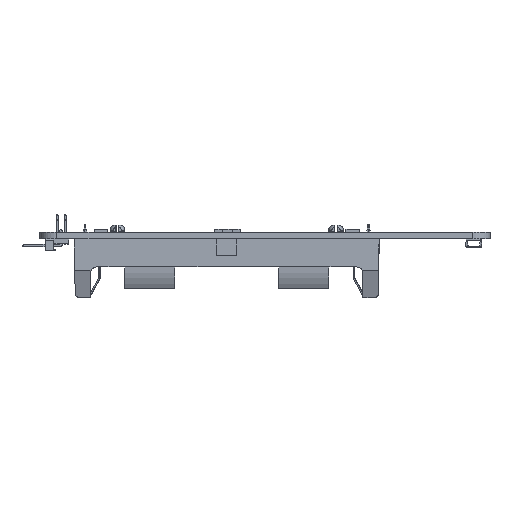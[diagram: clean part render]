
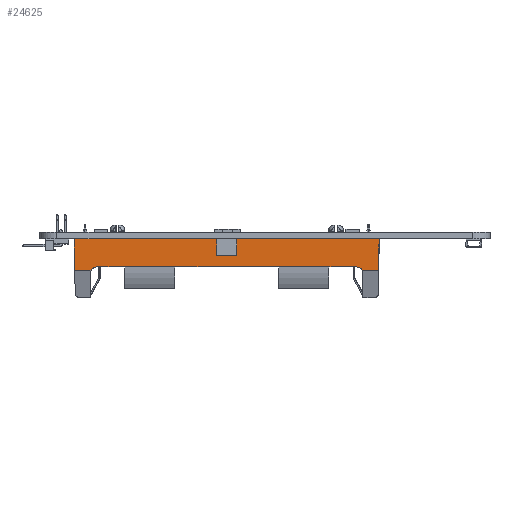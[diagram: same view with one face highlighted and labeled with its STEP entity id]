
A CAD part, front view. The second image highlights one B-rep face of the part: STEP entity #24625.
In plain terms, the highlighted face is planar.
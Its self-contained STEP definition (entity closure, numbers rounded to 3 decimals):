
#21427 = VERTEX_POINT('',#21428);
#21428 = CARTESIAN_POINT('',(18.679,-5.958,
    -5.256));
#21434 = EDGE_CURVE('',#21427,#21435,#21437,.T.);
#21435 = VERTEX_POINT('',#21436);
#21436 = CARTESIAN_POINT('',(18.679,-5.958,
    -0.176));
#21437 = LINE('',#21438,#21439);
#21438 = CARTESIAN_POINT('',(18.679,-5.958,
    -5.256));
#21439 = VECTOR('',#21440,1.);
#21440 = DIRECTION('',(0.,0.,1.));
#21467 = VERTEX_POINT('',#21468);
#21468 = CARTESIAN_POINT('',(18.679,-10.149,
    -5.256));
#21474 = EDGE_CURVE('',#21427,#21467,#21475,.T.);
#21475 = LINE('',#21476,#21477);
#21476 = CARTESIAN_POINT('',(18.679,-5.958,
    -5.256));
#21477 = VECTOR('',#21478,1.);
#21478 = DIRECTION('',(0.,-1.,0.));
#21520 = VERTEX_POINT('',#21521);
#21521 = CARTESIAN_POINT('',(18.679,-10.149,
    -0.176));
#21529 = EDGE_CURVE('',#21435,#21520,#21530,.T.);
#21530 = LINE('',#21531,#21532);
#21531 = CARTESIAN_POINT('',(18.679,-5.958,
    -0.176));
#21532 = VECTOR('',#21533,1.);
#21533 = DIRECTION('',(0.,-1.,0.));
#22118 = VERTEX_POINT('',#22119);
#22119 = CARTESIAN_POINT('',(18.679,-3.037,
    -28.522));
#22127 = EDGE_CURVE('',#22118,#22128,#22130,.T.);
#22128 = VERTEX_POINT('',#22129);
#22129 = CARTESIAN_POINT('',(18.679,-3.037,
    -35.583));
#22130 = LINE('',#22131,#22132);
#22131 = CARTESIAN_POINT('',(18.679,-3.037,
    31.727));
#22132 = VECTOR('',#22133,1.);
#22133 = DIRECTION('',(0.,0.,-1.));
#22224 = VERTEX_POINT('',#22225);
#22225 = CARTESIAN_POINT('',(18.679,-3.037,
    -15.822));
#22232 = EDGE_CURVE('',#22224,#22118,#22233,.T.);
#22233 = LINE('',#22234,#22235);
#22234 = CARTESIAN_POINT('',(18.679,-3.037,
    -15.822));
#22235 = VECTOR('',#22236,1.);
#22236 = DIRECTION('',(0.,0.,-1.));
#22271 = EDGE_CURVE('',#22272,#22224,#22274,.T.);
#22272 = VERTEX_POINT('',#22273);
#22273 = CARTESIAN_POINT('',(18.679,-3.037,
    10.441));
#22274 = LINE('',#22275,#22276);
#22275 = CARTESIAN_POINT('',(18.679,-3.037,
    31.727));
#22276 = VECTOR('',#22277,1.);
#22277 = DIRECTION('',(0.,0.,-1.));
#22327 = VERTEX_POINT('',#22328);
#22328 = CARTESIAN_POINT('',(18.679,-3.037,
    23.141));
#22335 = EDGE_CURVE('',#22272,#22327,#22336,.T.);
#22336 = LINE('',#22337,#22338);
#22337 = CARTESIAN_POINT('',(18.679,-3.037,
    10.441));
#22338 = VECTOR('',#22339,1.);
#22339 = DIRECTION('',(0.,0.,1.));
#22376 = EDGE_CURVE('',#22377,#22327,#22379,.T.);
#22377 = VERTEX_POINT('',#22378);
#22378 = CARTESIAN_POINT('',(18.679,-3.037,
    30.152));
#22379 = LINE('',#22380,#22381);
#22380 = CARTESIAN_POINT('',(18.679,-3.037,
    31.727));
#22381 = VECTOR('',#22382,1.);
#22382 = DIRECTION('',(0.,0.,-1.));
#22408 = VERTEX_POINT('',#22409);
#22409 = CARTESIAN_POINT('',(18.679,-2.148,
    31.569));
#22444 = EDGE_CURVE('',#22377,#22408,#22445,.T.);
#22445 = CIRCLE('',#22446,1.575);
#22446 = AXIS2_PLACEMENT_3D('',#22447,#22448,#22449);
#22447 = CARTESIAN_POINT('',(18.679,-1.463,
    30.152));
#22448 = DIRECTION('',(-1.,0.,0.));
#22449 = DIRECTION('',(0.,0.,1.));
#22511 = VERTEX_POINT('',#22512);
#22512 = CARTESIAN_POINT('',(18.679,-2.148,
    35.672));
#22518 = EDGE_CURVE('',#22511,#22408,#22519,.T.);
#22519 = LINE('',#22520,#22521);
#22520 = CARTESIAN_POINT('',(18.679,-2.148,
    35.841));
#22521 = VECTOR('',#22522,1.);
#22522 = DIRECTION('',(0.,0.,-1.));
#22550 = VERTEX_POINT('',#22551);
#22551 = CARTESIAN_POINT('',(18.679,-10.149,
    35.811));
#22557 = EDGE_CURVE('',#22511,#22550,#22558,.T.);
#22558 = LINE('',#22559,#22560);
#22559 = CARTESIAN_POINT('',(18.679,-11.877,
    35.841));
#22560 = VECTOR('',#22561,1.);
#22561 = DIRECTION('',(0.,-1.,0.017));
#24602 = EDGE_CURVE('',#24603,#22128,#24605,.T.);
#24603 = VERTEX_POINT('',#24604);
#24604 = CARTESIAN_POINT('',(18.679,-2.148,
    -37.001));
#24605 = CIRCLE('',#24606,1.575);
#24606 = AXIS2_PLACEMENT_3D('',#24607,#24608,#24609);
#24607 = CARTESIAN_POINT('',(18.679,-1.463,
    -35.583));
#24608 = DIRECTION('',(-1.,0.,0.));
#24609 = DIRECTION('',(0.,0.,1.));
#24625 = ADVANCED_FACE('',(#24626),#24668,.F.);
#24626 = FACE_BOUND('',#24627,.T.);
#24627 = EDGE_LOOP('',(#24628,#24636,#24644,#24650,#24651,#24652,#24653,
    #24654,#24655,#24656,#24657,#24658,#24659,#24665,#24666,#24667));
#24628 = ORIENTED_EDGE('',*,*,#24629,.T.);
#24629 = EDGE_CURVE('',#21467,#24630,#24632,.T.);
#24630 = VERTEX_POINT('',#24631);
#24631 = CARTESIAN_POINT('',(18.679,-10.149,
    -41.243));
#24632 = LINE('',#24633,#24634);
#24633 = CARTESIAN_POINT('',(18.679,-10.149,
    35.841));
#24634 = VECTOR('',#24635,1.);
#24635 = DIRECTION('',(0.,0.,-1.));
#24636 = ORIENTED_EDGE('',*,*,#24637,.T.);
#24637 = EDGE_CURVE('',#24630,#24638,#24640,.T.);
#24638 = VERTEX_POINT('',#24639);
#24639 = CARTESIAN_POINT('',(18.679,-2.148,
    -41.103));
#24640 = LINE('',#24641,#24642);
#24641 = CARTESIAN_POINT('',(18.679,4.71,
    -40.983));
#24642 = VECTOR('',#24643,1.);
#24643 = DIRECTION('',(0.,1.,0.017));
#24644 = ORIENTED_EDGE('',*,*,#24645,.T.);
#24645 = EDGE_CURVE('',#24638,#24603,#24646,.T.);
#24646 = LINE('',#24647,#24648);
#24647 = CARTESIAN_POINT('',(18.679,-2.148,
    -41.273));
#24648 = VECTOR('',#24649,1.);
#24649 = DIRECTION('',(0.,0.,1.));
#24650 = ORIENTED_EDGE('',*,*,#24602,.T.);
#24651 = ORIENTED_EDGE('',*,*,#22127,.F.);
#24652 = ORIENTED_EDGE('',*,*,#22232,.F.);
#24653 = ORIENTED_EDGE('',*,*,#22271,.F.);
#24654 = ORIENTED_EDGE('',*,*,#22335,.T.);
#24655 = ORIENTED_EDGE('',*,*,#22376,.F.);
#24656 = ORIENTED_EDGE('',*,*,#22444,.T.);
#24657 = ORIENTED_EDGE('',*,*,#22518,.F.);
#24658 = ORIENTED_EDGE('',*,*,#22557,.T.);
#24659 = ORIENTED_EDGE('',*,*,#24660,.T.);
#24660 = EDGE_CURVE('',#22550,#21520,#24661,.T.);
#24661 = LINE('',#24662,#24663);
#24662 = CARTESIAN_POINT('',(18.679,-10.149,
    35.841));
#24663 = VECTOR('',#24664,1.);
#24664 = DIRECTION('',(0.,0.,-1.));
#24665 = ORIENTED_EDGE('',*,*,#21529,.F.);
#24666 = ORIENTED_EDGE('',*,*,#21434,.F.);
#24667 = ORIENTED_EDGE('',*,*,#21474,.T.);
#24668 = PLANE('',#24669);
#24669 = AXIS2_PLACEMENT_3D('',#24670,#24671,#24672);
#24670 = CARTESIAN_POINT('',(18.679,-10.149,
    35.841));
#24671 = DIRECTION('',(-1.,0.,0.));
#24672 = DIRECTION('',(0.,0.,1.));
